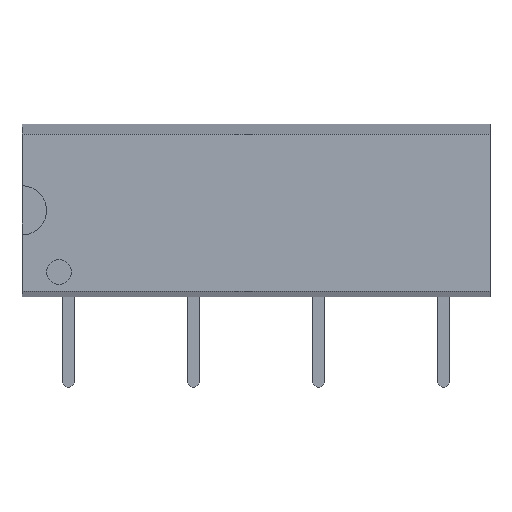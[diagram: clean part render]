
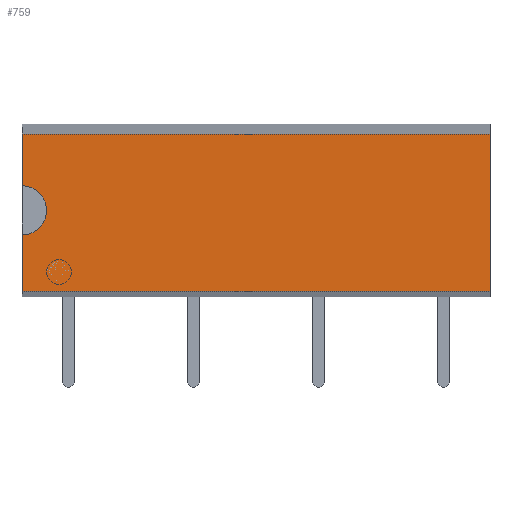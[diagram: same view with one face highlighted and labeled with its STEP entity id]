
A CAD part, left-side view. The second image highlights one B-rep face of the part: STEP entity #759.
In plain terms, the highlighted planar face has unit normal (-1, 0, 0).
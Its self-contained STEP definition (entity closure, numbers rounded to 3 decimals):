
#26=PLANE('',#827);
#72=FACE_OUTER_BOUND('',#119,.T.);
#119=EDGE_LOOP('',(#551,#552,#553,#554,#555,#556));
#167=LINE('',#1093,#268);
#168=LINE('',#1095,#269);
#169=LINE('',#1097,#270);
#170=LINE('',#1099,#271);
#171=LINE('',#1100,#272);
#268=VECTOR('',#889,10.);
#269=VECTOR('',#890,10.);
#270=VECTOR('',#891,10.);
#271=VECTOR('',#892,10.);
#272=VECTOR('',#893,10.);
#366=CIRCLE('',#824,1.);
#370=VERTEX_POINT('',#1081);
#371=VERTEX_POINT('',#1082);
#374=VERTEX_POINT('',#1092);
#375=VERTEX_POINT('',#1094);
#376=VERTEX_POINT('',#1096);
#377=VERTEX_POINT('',#1098);
#440=EDGE_CURVE('',#370,#371,#366,.T.);
#445=EDGE_CURVE('',#374,#371,#167,.T.);
#446=EDGE_CURVE('',#375,#374,#168,.T.);
#447=EDGE_CURVE('',#376,#375,#169,.T.);
#448=EDGE_CURVE('',#377,#376,#170,.T.);
#449=EDGE_CURVE('',#370,#377,#171,.T.);
#551=ORIENTED_EDGE('',*,*,#440,.T.);
#552=ORIENTED_EDGE('',*,*,#445,.F.);
#553=ORIENTED_EDGE('',*,*,#446,.F.);
#554=ORIENTED_EDGE('',*,*,#447,.F.);
#555=ORIENTED_EDGE('',*,*,#448,.F.);
#556=ORIENTED_EDGE('',*,*,#449,.F.);
#759=ADVANCED_FACE('',(#72),#26,.T.);
#824=AXIS2_PLACEMENT_3D('',#1083,#878,#879);
#827=AXIS2_PLACEMENT_3D('',#1091,#887,#888);
#878=DIRECTION('center_axis',(1.,0.,0.));
#879=DIRECTION('ref_axis',(0.,-1.,0.));
#887=DIRECTION('center_axis',(-1.,0.,0.));
#888=DIRECTION('ref_axis',(0.,0.,1.));
#889=DIRECTION('',(0.,0.,1.));
#890=DIRECTION('',(0.,1.,0.));
#891=DIRECTION('',(0.,0.,-1.));
#892=DIRECTION('',(0.,-1.,0.));
#893=DIRECTION('',(0.,0.,1.));
#1081=CARTESIAN_POINT('',(-2.4,9.5,4.5));
#1082=CARTESIAN_POINT('',(-2.4,9.5,2.5));
#1083=CARTESIAN_POINT('Origin',(-2.4,9.5,3.5));
#1091=CARTESIAN_POINT('Origin',(-2.4,0.,0.));
#1092=CARTESIAN_POINT('',(-2.4,9.5,0.21));
#1093=CARTESIAN_POINT('',(-2.4,9.5,0.));
#1094=CARTESIAN_POINT('',(-2.4,-9.5,0.21));
#1095=CARTESIAN_POINT('',(-2.4,0.,0.21));
#1096=CARTESIAN_POINT('',(-2.4,-9.5,6.6));
#1097=CARTESIAN_POINT('',(-2.4,-9.5,0.));
#1098=CARTESIAN_POINT('',(-2.4,9.5,6.6));
#1099=CARTESIAN_POINT('',(-2.4,0.,6.6));
#1100=CARTESIAN_POINT('',(-2.4,9.5,0.));
